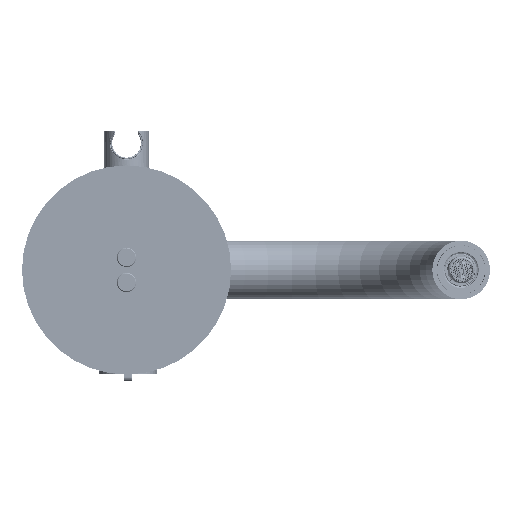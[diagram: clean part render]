
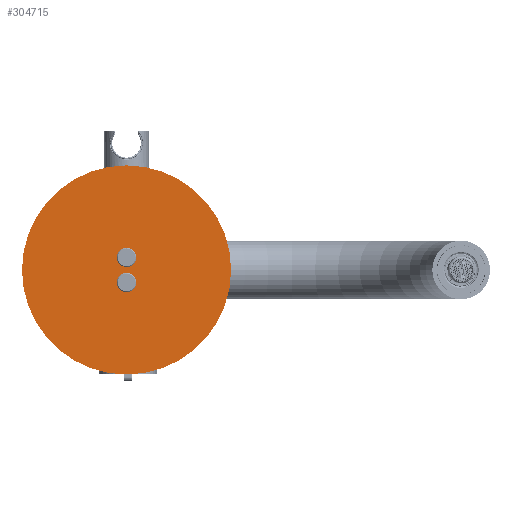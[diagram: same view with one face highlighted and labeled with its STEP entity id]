
A CAD part, front view. The second image highlights one B-rep face of the part: STEP entity #304715.
In plain terms, the highlighted planar face has unit normal (0, -1, 0).
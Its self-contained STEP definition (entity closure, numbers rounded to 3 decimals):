
#28660 = EDGE_CURVE ( 'NONE', #139617, #253957, #293004, .T. ) ;
#70194 = ORIENTED_EDGE ( 'NONE', *, *, #325537, .T. ) ;
#118223 = CARTESIAN_POINT ( 'NONE',  ( 75., -727.5, 0. ) ) ;
#139617 = VERTEX_POINT ( 'NONE', #191963 ) ;
#153452 = CIRCLE ( 'NONE', #303690, 75. ) ;
#158011 = AXIS2_PLACEMENT_3D ( 'NONE', #343329, #163415, #227965 ) ;
#162511 = CARTESIAN_POINT ( 'NONE',  ( 0., -727.5, 0. ) ) ;
#163415 = DIRECTION ( 'NONE',  ( 0., -1., 0. ) ) ;
#187383 = DIRECTION ( 'NONE',  ( 0., -1., 0. ) ) ;
#188533 = AXIS2_PLACEMENT_3D ( 'NONE', #162511, #187383, #361020 ) ;
#191963 = CARTESIAN_POINT ( 'NONE',  ( -75., -727.5, 0. ) ) ;
#203227 = CARTESIAN_POINT ( 'NONE',  ( 0., -727.5, 0. ) ) ;
#214292 = FACE_OUTER_BOUND ( 'NONE', #306201, .T. ) ;
#222491 = ORIENTED_EDGE ( 'NONE', *, *, #28660, .T. ) ;
#227965 = DIRECTION ( 'NONE',  ( 0., 0., -1. ) ) ;
#253957 = VERTEX_POINT ( 'NONE', #118223 ) ;
#293004 = CIRCLE ( 'NONE', #188533, 75. ) ;
#303690 = AXIS2_PLACEMENT_3D ( 'NONE', #203227, #317356, #345862 ) ;
#304715 = ADVANCED_FACE ( 'NONE', ( #214292 ), #306085, .T. ) ;
#306085 = PLANE ( 'NONE',  #158011 ) ;
#306201 = EDGE_LOOP ( 'NONE', ( #222491, #70194 ) ) ;
#317356 = DIRECTION ( 'NONE',  ( 0., -1., 0. ) ) ;
#325537 = EDGE_CURVE ( 'NONE', #253957, #139617, #153452, .T. ) ;
#343329 = CARTESIAN_POINT ( 'NONE',  ( 0., -727.5, 0. ) ) ;
#345862 = DIRECTION ( 'NONE',  ( 1., 0., 0. ) ) ;
#361020 = DIRECTION ( 'NONE',  ( -1., 0., 0. ) ) ;
